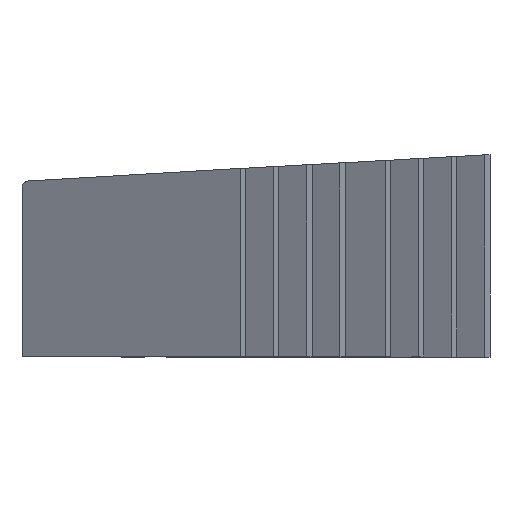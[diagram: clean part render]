
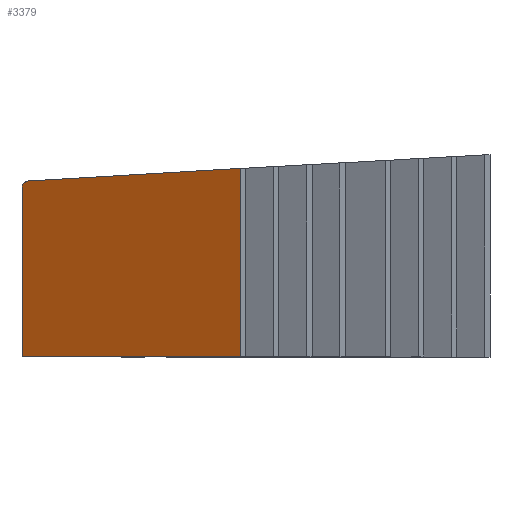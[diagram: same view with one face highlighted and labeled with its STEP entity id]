
A CAD part, top view. The second image highlights one B-rep face of the part: STEP entity #3379.
In plain terms, the highlighted planar face has unit normal (-0.526, 0, 0.851).
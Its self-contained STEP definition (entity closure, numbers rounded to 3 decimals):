
#3015 = PLANE('',#3016);
#3016 = AXIS2_PLACEMENT_3D('',#3017,#3018,#3019);
#3017 = CARTESIAN_POINT('',(9655.324,0.,5967.381));
#3018 = DIRECTION('',(0.851,0.,0.526));
#3019 = DIRECTION('',(0.,-1.,0.));
#3041 = PLANE('',#3042);
#3042 = AXIS2_PLACEMENT_3D('',#3043,#3044,#3045);
#3043 = CARTESIAN_POINT('',(0.,0.,-7500.));
#3044 = DIRECTION('',(0.,-1.,-0.));
#3045 = DIRECTION('',(1.,0.,0.));
#3067 = PLANE('',#3068);
#3068 = AXIS2_PLACEMENT_3D('',#3069,#3070,#3071);
#3069 = CARTESIAN_POINT('',(8612.481,-45.193,
    9172.593));
#3070 = DIRECTION('',(0.851,0.,0.526));
#3071 = DIRECTION('',(0.,-1.,0.));
#3093 = PLANE('',#3094);
#3094 = AXIS2_PLACEMENT_3D('',#3095,#3096,#3097);
#3095 = CARTESIAN_POINT('',(5.571,-95.645,0.));
#3096 = DIRECTION('',(0.058,-0.998,0.));
#3097 = DIRECTION('',(0.,0.,-1.));
#3119 = CYLINDRICAL_SURFACE('',#3120,23.);
#3120 = AXIS2_PLACEMENT_3D('',#3121,#3122,#3123);
#3121 = CARTESIAN_POINT('',(10972.624,520.074,
    3879.716));
#3122 = DIRECTION('',(0.525,0.031,-0.85)
  );
#3123 = DIRECTION('',(-0.058,0.998,
    0.));
#3141 = VERTEX_POINT('',#3142);
#3142 = CARTESIAN_POINT('',(10986.963,522.049,
    3812.767));
#3163 = EDGE_CURVE('',#3164,#3141,#3166,.T.);
#3164 = VERTEX_POINT('',#3165);
#3165 = CARTESIAN_POINT('',(10986.963,0.,3812.767));
#3166 = SURFACE_CURVE('',#3167,(#3171,#3177),.PCURVE_S1.);
#3167 = LINE('',#3168,#3169);
#3168 = CARTESIAN_POINT('',(10986.963,11.139,
    3812.767));
#3169 = VECTOR('',#3170,1.);
#3170 = DIRECTION('',(0.,1.,-0.));
#3171 = PCURVE('',#3015,#3172);
#3172 = DEFINITIONAL_REPRESENTATION('',(#3173),#3176);
#3173 = B_SPLINE_CURVE_WITH_KNOTS('',1,(#3174,#3175),.UNSPECIFIED.,.F.,
  .F.,(2,2),(-617.978,664.095),.PIECEWISE_BEZIER_KNOTS.);
#3174 = CARTESIAN_POINT('',(606.839,2532.909));
#3175 = CARTESIAN_POINT('',(-675.234,2532.909));
#3176 = ( GEOMETRIC_REPRESENTATION_CONTEXT(2) 
PARAMETRIC_REPRESENTATION_CONTEXT() REPRESENTATION_CONTEXT('2D SPACE',''
  ) );
#3177 = PCURVE('',#3178,#3183);
#3178 = PLANE('',#3179);
#3179 = AXIS2_PLACEMENT_3D('',#3180,#3181,#3182);
#3180 = CARTESIAN_POINT('',(10986.963,22.278,
    3812.767));
#3181 = DIRECTION('',(-0.526,0.,0.851));
#3182 = DIRECTION('',(0.851,0.,0.526));
#3183 = DEFINITIONAL_REPRESENTATION('',(#3184),#3187);
#3184 = B_SPLINE_CURVE_WITH_KNOTS('',1,(#3185,#3186),.UNSPECIFIED.,.F.,
  .F.,(2,2),(-617.978,664.095),.PIECEWISE_BEZIER_KNOTS.);
#3185 = CARTESIAN_POINT('',(0.,-629.117));
#3186 = CARTESIAN_POINT('',(0.,652.956));
#3187 = ( GEOMETRIC_REPRESENTATION_CONTEXT(2) 
PARAMETRIC_REPRESENTATION_CONTEXT() REPRESENTATION_CONTEXT('2D SPACE',''
  ) );
#3212 = EDGE_CURVE('',#3213,#3141,#3215,.T.);
#3213 = VERTEX_POINT('',#3214);
#3214 = CARTESIAN_POINT('',(11005.56,545.032,
    3824.261));
#3215 = SURFACE_CURVE('',#3216,(#3221,#3234),.PCURVE_S1.);
#3216 = ELLIPSE('',#3217,23.011,23.);
#3217 = AXIS2_PLACEMENT_3D('',#3218,#3219,#3220);
#3218 = CARTESIAN_POINT('',(11006.528,522.049,
    3824.859));
#3219 = DIRECTION('',(-0.526,0.,0.851)
  );
#3220 = DIRECTION('',(0.,1.,0.));
#3221 = PCURVE('',#3119,#3222);
#3222 = DEFINITIONAL_REPRESENTATION('',(#3223),#3233);
#3223 = B_SPLINE_CURVE_WITH_KNOTS('',8,(#3224,#3225,#3226,#3227,#3228,
    #3229,#3230,#3231,#3232),.UNSPECIFIED.,.F.,.F.,(9,9),(
    0.049,1.571),.PIECEWISE_BEZIER_KNOTS.);
#3224 = CARTESIAN_POINT('',(0.,65.223));
#3225 = CARTESIAN_POINT('',(-0.19,65.216));
#3226 = CARTESIAN_POINT('',(-0.38,65.18));
#3227 = CARTESIAN_POINT('',(-0.57,65.116));
#3228 = CARTESIAN_POINT('',(-0.761,65.025));
#3229 = CARTESIAN_POINT('',(-0.951,64.914));
#3230 = CARTESIAN_POINT('',(-1.141,64.787));
#3231 = CARTESIAN_POINT('',(-1.331,64.653));
#3232 = CARTESIAN_POINT('',(-1.521,64.519));
#3233 = ( GEOMETRIC_REPRESENTATION_CONTEXT(2) 
PARAMETRIC_REPRESENTATION_CONTEXT() REPRESENTATION_CONTEXT('2D SPACE',''
  ) );
#3234 = PCURVE('',#3178,#3235);
#3235 = DEFINITIONAL_REPRESENTATION('',(#3236),#3240);
#3236 = ELLIPSE('',#3237,23.011,23.);
#3237 = AXIS2_PLACEMENT_2D('',#3238,#3239);
#3238 = CARTESIAN_POINT('',(23.,499.771));
#3239 = DIRECTION('',(0.,1.));
#3240 = ( GEOMETRIC_REPRESENTATION_CONTEXT(2) 
PARAMETRIC_REPRESENTATION_CONTEXT() REPRESENTATION_CONTEXT('2D SPACE',''
  ) );
#3270 = VERTEX_POINT('',#3271);
#3271 = CARTESIAN_POINT('',(11665.78,583.485,
    4232.303));
#3290 = EDGE_CURVE('',#3213,#3270,#3291,.T.);
#3291 = SURFACE_CURVE('',#3292,(#3296,#3302),.PCURVE_S1.);
#3292 = LINE('',#3293,#3294);
#3293 = CARTESIAN_POINT('',(6148.722,262.153,
    822.538));
#3294 = VECTOR('',#3295,1.);
#3295 = DIRECTION('',(0.85,0.049,0.525)
  );
#3296 = PCURVE('',#3093,#3297);
#3297 = DEFINITIONAL_REPRESENTATION('',(#3298),#3301);
#3298 = B_SPLINE_CURVE_WITH_KNOTS('',1,(#3299,#3300),.UNSPECIFIED.,.F.,
  .F.,(2,2),(5509.08,7038.11),
  .PIECEWISE_BEZIER_KNOTS.);
#3299 = CARTESIAN_POINT('',(-3715.307,10842.043));
#3300 = CARTESIAN_POINT('',(-4518.187,12143.318));
#3301 = ( GEOMETRIC_REPRESENTATION_CONTEXT(2) 
PARAMETRIC_REPRESENTATION_CONTEXT() REPRESENTATION_CONTEXT('2D SPACE',''
  ) );
#3302 = PCURVE('',#3178,#3303);
#3303 = DEFINITIONAL_REPRESENTATION('',(#3304),#3307);
#3304 = B_SPLINE_CURVE_WITH_KNOTS('',1,(#3305,#3306),.UNSPECIFIED.,.F.,
  .F.,(2,2),(5509.08,7038.11),
  .PIECEWISE_BEZIER_KNOTS.);
#3305 = CARTESIAN_POINT('',(-185.379,512.486));
#3306 = CARTESIAN_POINT('',(1341.778,588.149));
#3307 = ( GEOMETRIC_REPRESENTATION_CONTEXT(2) 
PARAMETRIC_REPRESENTATION_CONTEXT() REPRESENTATION_CONTEXT('2D SPACE',''
  ) );
#3314 = VERTEX_POINT('',#3315);
#3315 = CARTESIAN_POINT('',(11665.78,0.,4232.303));
#3336 = EDGE_CURVE('',#3314,#3270,#3337,.T.);
#3337 = SURFACE_CURVE('',#3338,(#3342,#3348),.PCURVE_S1.);
#3338 = LINE('',#3339,#3340);
#3339 = CARTESIAN_POINT('',(11665.78,-11.458,
    4232.303));
#3340 = VECTOR('',#3341,1.);
#3341 = DIRECTION('',(0.,1.,-0.));
#3342 = PCURVE('',#3067,#3343);
#3343 = DEFINITIONAL_REPRESENTATION('',(#3344),#3347);
#3344 = B_SPLINE_CURVE_WITH_KNOTS('',1,(#3345,#3346),.UNSPECIFIED.,.F.,
  .F.,(2,2),(-627.072,759.285),.PIECEWISE_BEZIER_KNOTS.);
#3345 = CARTESIAN_POINT('',(593.337,5807.676));
#3346 = CARTESIAN_POINT('',(-793.02,5807.676));
#3347 = ( GEOMETRIC_REPRESENTATION_CONTEXT(2) 
PARAMETRIC_REPRESENTATION_CONTEXT() REPRESENTATION_CONTEXT('2D SPACE',''
  ) );
#3348 = PCURVE('',#3178,#3349);
#3349 = DEFINITIONAL_REPRESENTATION('',(#3350),#3353);
#3350 = B_SPLINE_CURVE_WITH_KNOTS('',1,(#3351,#3352),.UNSPECIFIED.,.F.,
  .F.,(2,2),(-627.072,759.285),.PIECEWISE_BEZIER_KNOTS.);
#3351 = CARTESIAN_POINT('',(798.,-660.807));
#3352 = CARTESIAN_POINT('',(798.,725.55));
#3353 = ( GEOMETRIC_REPRESENTATION_CONTEXT(2) 
PARAMETRIC_REPRESENTATION_CONTEXT() REPRESENTATION_CONTEXT('2D SPACE',''
  ) );
#3361 = EDGE_CURVE('',#3164,#3314,#3362,.T.);
#3362 = SURFACE_CURVE('',#3363,(#3367,#3373),.PCURVE_S1.);
#3363 = LINE('',#3364,#3365);
#3364 = CARTESIAN_POINT('',(4482.242,0.,-207.414));
#3365 = VECTOR('',#3366,1.);
#3366 = DIRECTION('',(0.851,0.,0.526));
#3367 = PCURVE('',#3041,#3368);
#3368 = DEFINITIONAL_REPRESENTATION('',(#3369),#3372);
#3369 = B_SPLINE_CURVE_WITH_KNOTS('',1,(#3370,#3371),.UNSPECIFIED.,.F.,
  .F.,(2,2),(7566.98,8524.58),
  .PIECEWISE_BEZIER_KNOTS.);
#3370 = CARTESIAN_POINT('',(10919.081,11270.813));
#3371 = CARTESIAN_POINT('',(11733.662,11774.257));
#3372 = ( GEOMETRIC_REPRESENTATION_CONTEXT(2) 
PARAMETRIC_REPRESENTATION_CONTEXT() REPRESENTATION_CONTEXT('2D SPACE',''
  ) );
#3373 = PCURVE('',#3178,#3374);
#3374 = DEFINITIONAL_REPRESENTATION('',(#3375),#3378);
#3375 = B_SPLINE_CURVE_WITH_KNOTS('',1,(#3376,#3377),.UNSPECIFIED.,.F.,
  .F.,(2,2),(7566.98,8524.58),
  .PIECEWISE_BEZIER_KNOTS.);
#3376 = CARTESIAN_POINT('',(-79.8,-22.278));
#3377 = CARTESIAN_POINT('',(877.8,-22.278));
#3378 = ( GEOMETRIC_REPRESENTATION_CONTEXT(2) 
PARAMETRIC_REPRESENTATION_CONTEXT() REPRESENTATION_CONTEXT('2D SPACE',''
  ) );
#3379 = ADVANCED_FACE('',(#3380),#3178,.T.);
#3380 = FACE_BOUND('',#3381,.T.);
#3381 = EDGE_LOOP('',(#3382,#3383,#3384,#3385,#3386));
#3382 = ORIENTED_EDGE('',*,*,#3163,.F.);
#3383 = ORIENTED_EDGE('',*,*,#3361,.T.);
#3384 = ORIENTED_EDGE('',*,*,#3336,.T.);
#3385 = ORIENTED_EDGE('',*,*,#3290,.F.);
#3386 = ORIENTED_EDGE('',*,*,#3212,.T.);
